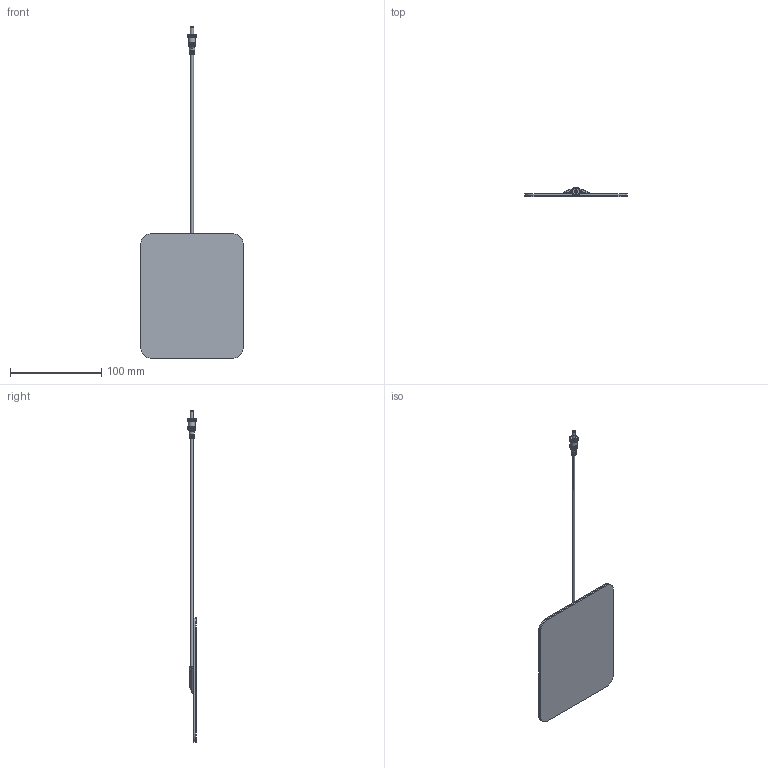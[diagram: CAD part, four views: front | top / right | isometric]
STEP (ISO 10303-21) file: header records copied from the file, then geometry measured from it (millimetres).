
FILE_DESCRIPTION(/* description */ ('STEP AP242','CAx-IF Rec.Pracs.---Representation and Presentation of Product Manufacturing Information (PMI)---4.0---2014-10-13','CAx-IF Rec.Pracs.---3D Tessellated Geometry---0.4---2014-09-14','2;1'),/* implementation_level */ '2;1');
FILE_NAME(/* name */ '65009625e2df08327ce04715',/* time_stamp */ '2023-09-12T16:47:34Z',/* author */ (''),/* organization */ (''),/* preprocessor_version */ 'ST-DEVELOPER v19.4',/* originating_system */ ' ',/* authorisation */ ' ');
FILE_SCHEMA (('AP242_MANAGED_MODEL_BASED_3D_ENGINEERING_MIM_LF { 1 0 10303 442 1 1 4 }'));
Length unit declared in the file: metre
Products named in the file (36): P126; EVA; EVA Overlap; id16; id21; id26; id31; id36; id41; id46; id51; id56; id61; id66; id71; id76; id81; id86; id91; id96; id101; id106; id111; id116; id121; id126; id131; W017 <1>; id139; id144; id149; id154; id159; M3511; JBox - 30 mm; Base
Assembly tree (35 placements, depth 3):
  P126
    EVA
    EVA Overlap
    id16
    id21
    id26
    id31
    id36
    id41
    id46
    id51
    id56
    id61
    id66
    id71
    id76
    id81
    id86
    id91
    id96
    id101
    id106
    id111
    id116
    id121
    id126
    id131
    W017 <1>
      id139
      id144
      id149
      id154
      id159
      M3511
      JBox - 30 mm
    Base
Bounding box: 112 x 9.85 x 363.8 mm (x, y, z)
Volume: 53099.7 mm3; surface area: 98653.3 mm2
Topology: 34 solids, 34 shells, 483 faces, 1036 edges, 643 vertices
Faces by surface type: plane 287, cylinder 126, torus 23, sphere 22, bspline 21, cone 4
Full cylindrical faces by diameter (mm): 0.8 x4, 1.25 x4, 1.6 x1, 3 x2, 3.1 x1, 3.2 x2, 3.3 x2, 3.5 x2, 7.5 x7, 8.5 x4, 9.5 x2
Entity records: 14445 total; most frequent: CARTESIAN_POINT 3097, DIRECTION 2162, ORIENTED_EDGE 1994, EDGE_CURVE 997, AXIS2_PLACEMENT_3D 779, VERTEX_POINT 639, LINE 604, VECTOR 604
